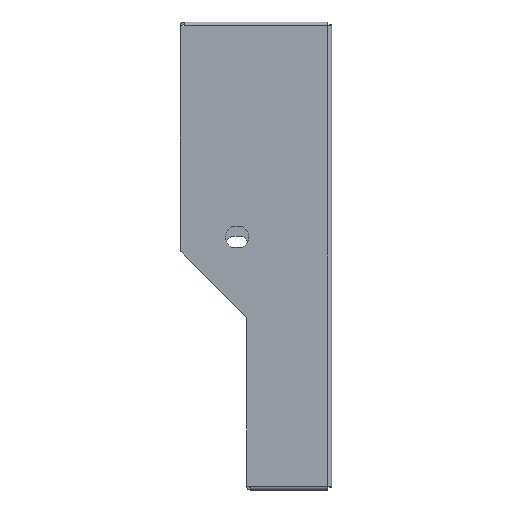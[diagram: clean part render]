
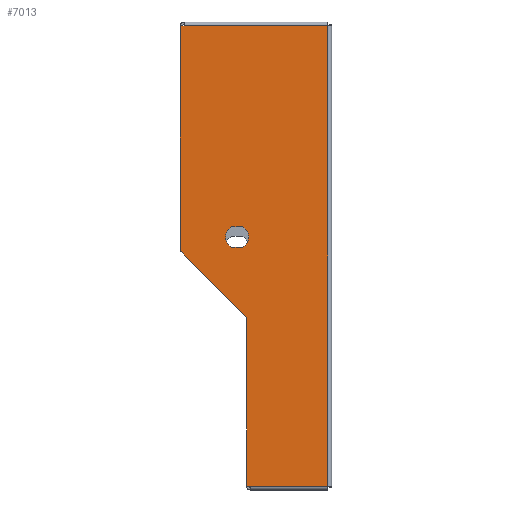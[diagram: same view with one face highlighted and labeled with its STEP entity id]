
A CAD part, left-side view. The second image highlights one B-rep face of the part: STEP entity #7013.
In plain terms, the highlighted planar face has unit normal (-1, 0, 0).
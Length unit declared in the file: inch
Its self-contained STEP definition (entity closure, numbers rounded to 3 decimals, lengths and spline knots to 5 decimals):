
#70 = VECTOR ( 'NONE', #2878, 39.37008 ) ;
#85 = VECTOR ( 'NONE', #768, 39.37008 ) ;
#142 = EDGE_CURVE ( 'NONE', #726, #1497, #198, .T. ) ;
#143 = CARTESIAN_POINT ( 'NONE',  ( -2.875, 2.29478, 0.76872 ) ) ;
#146 = ORIENTED_EDGE ( 'NONE', *, *, #521, .F. ) ;
#183 = LINE ( 'NONE', #4184, #6298 ) ;
#198 = LINE ( 'NONE', #5311, #608 ) ;
#208 = VERTEX_POINT ( 'NONE', #3571 ) ;
#230 = EDGE_CURVE ( 'NONE', #7038, #6651, #828, .T. ) ;
#237 = DIRECTION ( 'NONE',  ( 0., -1., 0. ) ) ;
#288 = DIRECTION ( 'NONE',  ( 0., 1., 0. ) ) ;
#416 = VERTEX_POINT ( 'NONE', #3760 ) ;
#521 = EDGE_CURVE ( 'NONE', #4676, #3471, #183, .T. ) ;
#608 = VECTOR ( 'NONE', #237, 39.37008 ) ;
#641 = AXIS2_PLACEMENT_3D ( 'NONE', #925, #6645, #1065 ) ;
#722 = CARTESIAN_POINT ( 'NONE',  ( -2.875, 2.187, 0. ) ) ;
#726 = VERTEX_POINT ( 'NONE', #6118 ) ;
#740 = CIRCLE ( 'NONE', #983, 0.0625 ) ;
#768 = DIRECTION ( 'NONE',  ( 0., 1., 0. ) ) ;
#828 = LINE ( 'NONE', #4828, #2862 ) ;
#914 = CARTESIAN_POINT ( 'NONE',  ( -2.875, 2.2495, -1.65089 ) ) ;
#925 = CARTESIAN_POINT ( 'NONE',  ( -2.875, 2.437, 0.501 ) ) ;
#959 = ORIENTED_EDGE ( 'NONE', *, *, #3506, .F. ) ;
#983 = AXIS2_PLACEMENT_3D ( 'NONE', #914, #3770, #288 ) ;
#1047 = EDGE_CURVE ( 'NONE', #4366, #7352, #740, .T. ) ;
#1065 = DIRECTION ( 'NONE',  ( 0., -1., 0. ) ) ;
#1101 = CARTESIAN_POINT ( 'NONE',  ( -2.875, 1.906, -1.906 ) ) ;
#1136 = LINE ( 'NONE', #1696, #3269 ) ;
#1172 = ORIENTED_EDGE ( 'NONE', *, *, #3372, .F. ) ;
#1173 = LINE ( 'NONE', #5703, #5754 ) ;
#1195 = DIRECTION ( 'NONE',  ( -1., 0., 0. ) ) ;
#1252 = LINE ( 'NONE', #5819, #85 ) ;
#1420 = ORIENTED_EDGE ( 'NONE', *, *, #2844, .F. ) ;
#1497 = VERTEX_POINT ( 'NONE', #1910 ) ;
#1696 = CARTESIAN_POINT ( 'NONE',  ( -2.875, 0.035, -6.125 ) ) ;
#1724 = DIRECTION ( 'NONE',  ( 0., 0., -1. ) ) ;
#1728 = EDGE_LOOP ( 'NONE', ( #3496, #1806, #4688, #7064, #3738, #5673, #6951, #959, #3842, #4950 ) ) ;
#1806 = ORIENTED_EDGE ( 'NONE', *, *, #4502, .T. ) ;
#1865 = EDGE_CURVE ( 'NONE', #3337, #3791, #3430, .T. ) ;
#1898 = AXIS2_PLACEMENT_3D ( 'NONE', #3238, #5497, #6765 ) ;
#1910 = CARTESIAN_POINT ( 'NONE',  ( -2.875, 2.29478, 0.23328 ) ) ;
#2073 = ORIENTED_EDGE ( 'NONE', *, *, #142, .F. ) ;
#2163 = PLANE ( 'NONE',  #1898 ) ;
#2299 = VECTOR ( 'NONE', #3502, 39.37008 ) ;
#2351 = DIRECTION ( 'NONE',  ( 0., -1., 0. ) ) ;
#2374 = VERTEX_POINT ( 'NONE', #2892 ) ;
#2493 = VERTEX_POINT ( 'NONE', #3033 ) ;
#2763 = CARTESIAN_POINT ( 'NONE',  ( -2.875, 2.187, -6.09 ) ) ;
#2808 = LINE ( 'NONE', #1101, #70 ) ;
#2844 = EDGE_CURVE ( 'NONE', #1497, #208, #6914, .T. ) ;
#2862 = VECTOR ( 'NONE', #5350, 39.37008 ) ;
#2878 = DIRECTION ( 'NONE',  ( 0., -0.707, -0.707 ) ) ;
#2885 = CARTESIAN_POINT ( 'NONE',  ( -2.875, 2.187, -1.65089 ) ) ;
#2887 = VECTOR ( 'NONE', #5207, 39.37008 ) ;
#2892 = CARTESIAN_POINT ( 'NONE',  ( -2.875, 0.035, 6.09 ) ) ;
#2924 = AXIS2_PLACEMENT_3D ( 'NONE', #5450, #6683, #4892 ) ;
#2955 = AXIS2_PLACEMENT_3D ( 'NONE', #5764, #1195, #2351 ) ;
#3033 = CARTESIAN_POINT ( 'NONE',  ( -2.875, 3.839, 6.09 ) ) ;
#3220 = EDGE_CURVE ( 'NONE', #3791, #6195, #3464, .T. ) ;
#3238 = CARTESIAN_POINT ( 'NONE',  ( -2.875, 0., 0. ) ) ;
#3269 = VECTOR ( 'NONE', #6260, 39.37008 ) ;
#3337 = VERTEX_POINT ( 'NONE', #3575 ) ;
#3372 = EDGE_CURVE ( 'NONE', #208, #4676, #4778, .T. ) ;
#3430 = LINE ( 'NONE', #2763, #2299 ) ;
#3464 = LINE ( 'NONE', #6850, #2887 ) ;
#3471 = VERTEX_POINT ( 'NONE', #4371 ) ;
#3496 = ORIENTED_EDGE ( 'NONE', *, *, #230, .T. ) ;
#3502 = DIRECTION ( 'NONE',  ( 0., -1., 0. ) ) ;
#3506 = EDGE_CURVE ( 'NONE', #2374, #6195, #1136, .T. ) ;
#3554 = EDGE_LOOP ( 'NONE', ( #2073, #7302, #146, #1172, #1420 ) ) ;
#3560 = EDGE_CURVE ( 'NONE', #2493, #7038, #1173, .T. ) ;
#3561 = EDGE_CURVE ( 'NONE', #416, #4366, #2808, .T. ) ;
#3571 = CARTESIAN_POINT ( 'NONE',  ( -2.875, 2.13385, 0.501 ) ) ;
#3575 = CARTESIAN_POINT ( 'NONE',  ( -2.875, 2.187, -6.09 ) ) ;
#3738 = ORIENTED_EDGE ( 'NONE', *, *, #3910, .T. ) ;
#3760 = CARTESIAN_POINT ( 'NONE',  ( -2.875, 3.91869, 0.10669 ) ) ;
#3770 = DIRECTION ( 'NONE',  ( 1., 0., 0. ) ) ;
#3791 = VERTEX_POINT ( 'NONE', #5066 ) ;
#3829 = CARTESIAN_POINT ( 'NONE',  ( -2.875, 3.937, 6.09 ) ) ;
#3842 = ORIENTED_EDGE ( 'NONE', *, *, #4786, .T. ) ;
#3910 = EDGE_CURVE ( 'NONE', #7352, #3337, #4097, .T. ) ;
#4097 = LINE ( 'NONE', #722, #4808 ) ;
#4184 = CARTESIAN_POINT ( 'NONE',  ( -2.875, 2.57922, 0.76872 ) ) ;
#4366 = VERTEX_POINT ( 'NONE', #6346 ) ;
#4371 = CARTESIAN_POINT ( 'NONE',  ( -2.875, 2.57922, 0.76872 ) ) ;
#4374 = CIRCLE ( 'NONE', #2955, 0.30315 ) ;
#4502 = EDGE_CURVE ( 'NONE', #6651, #416, #5406, .T. ) ;
#4676 = VERTEX_POINT ( 'NONE', #143 ) ;
#4688 = ORIENTED_EDGE ( 'NONE', *, *, #3561, .T. ) ;
#4778 = CIRCLE ( 'NONE', #641, 0.30315 ) ;
#4786 = EDGE_CURVE ( 'NONE', #2374, #2493, #1252, .T. ) ;
#4808 = VECTOR ( 'NONE', #1724, 39.37008 ) ;
#4828 = CARTESIAN_POINT ( 'NONE',  ( -2.875, 3.937, 0. ) ) ;
#4892 = DIRECTION ( 'NONE',  ( 0., 1., 0. ) ) ;
#4938 = FACE_OUTER_BOUND ( 'NONE', #1728, .T. ) ;
#4950 = ORIENTED_EDGE ( 'NONE', *, *, #3560, .T. ) ;
#5025 = CARTESIAN_POINT ( 'NONE',  ( -2.875, 3.937, 0.15089 ) ) ;
#5052 = FACE_BOUND ( 'NONE', #3554, .T. ) ;
#5066 = CARTESIAN_POINT ( 'NONE',  ( -2.875, 2.089, -6.09 ) ) ;
#5207 = DIRECTION ( 'NONE',  ( 0., -1., 0. ) ) ;
#5286 = CARTESIAN_POINT ( 'NONE',  ( -2.875, 2.437, 0.501 ) ) ;
#5311 = CARTESIAN_POINT ( 'NONE',  ( -2.875, 2.29478, 0.23328 ) ) ;
#5350 = DIRECTION ( 'NONE',  ( 0., 0., -1. ) ) ;
#5406 = CIRCLE ( 'NONE', #2924, 0.0625 ) ;
#5450 = CARTESIAN_POINT ( 'NONE',  ( -2.875, 3.8745, 0.15089 ) ) ;
#5497 = DIRECTION ( 'NONE',  ( 1., 0., 0. ) ) ;
#5673 = ORIENTED_EDGE ( 'NONE', *, *, #1865, .T. ) ;
#5703 = CARTESIAN_POINT ( 'NONE',  ( -2.875, 0.035, 6.09 ) ) ;
#5754 = VECTOR ( 'NONE', #6187, 39.37008 ) ;
#5764 = CARTESIAN_POINT ( 'NONE',  ( -2.875, 2.437, 0.501 ) ) ;
#5819 = CARTESIAN_POINT ( 'NONE',  ( -2.875, 0.035, 6.09 ) ) ;
#5964 = AXIS2_PLACEMENT_3D ( 'NONE', #5286, #6522, #6555 ) ;
#6118 = CARTESIAN_POINT ( 'NONE',  ( -2.875, 2.57922, 0.23328 ) ) ;
#6184 = CARTESIAN_POINT ( 'NONE',  ( -2.875, 0.035, -6.09 ) ) ;
#6187 = DIRECTION ( 'NONE',  ( 0., 1., 0. ) ) ;
#6195 = VERTEX_POINT ( 'NONE', #6184 ) ;
#6260 = DIRECTION ( 'NONE',  ( 0., 0., -1. ) ) ;
#6298 = VECTOR ( 'NONE', #6905, 39.37008 ) ;
#6346 = CARTESIAN_POINT ( 'NONE',  ( -2.875, 2.20531, -1.60669 ) ) ;
#6522 = DIRECTION ( 'NONE',  ( -1., 0., 0. ) ) ;
#6555 = DIRECTION ( 'NONE',  ( 0., -1., 0. ) ) ;
#6645 = DIRECTION ( 'NONE',  ( -1., 0., 0. ) ) ;
#6651 = VERTEX_POINT ( 'NONE', #5025 ) ;
#6683 = DIRECTION ( 'NONE',  ( -1., 0., 0. ) ) ;
#6745 = EDGE_CURVE ( 'NONE', #3471, #726, #4374, .T. ) ;
#6765 = DIRECTION ( 'NONE',  ( 0., 1., 0. ) ) ;
#6850 = CARTESIAN_POINT ( 'NONE',  ( -2.875, 2.187, -6.09 ) ) ;
#6905 = DIRECTION ( 'NONE',  ( 0., 1., 0. ) ) ;
#6914 = CIRCLE ( 'NONE', #5964, 0.30315 ) ;
#6951 = ORIENTED_EDGE ( 'NONE', *, *, #3220, .T. ) ;
#7013 = ADVANCED_FACE ( 'NONE', ( #5052, #4938 ), #2163, .F. ) ;
#7038 = VERTEX_POINT ( 'NONE', #3829 ) ;
#7064 = ORIENTED_EDGE ( 'NONE', *, *, #1047, .T. ) ;
#7302 = ORIENTED_EDGE ( 'NONE', *, *, #6745, .F. ) ;
#7352 = VERTEX_POINT ( 'NONE', #2885 ) ;
